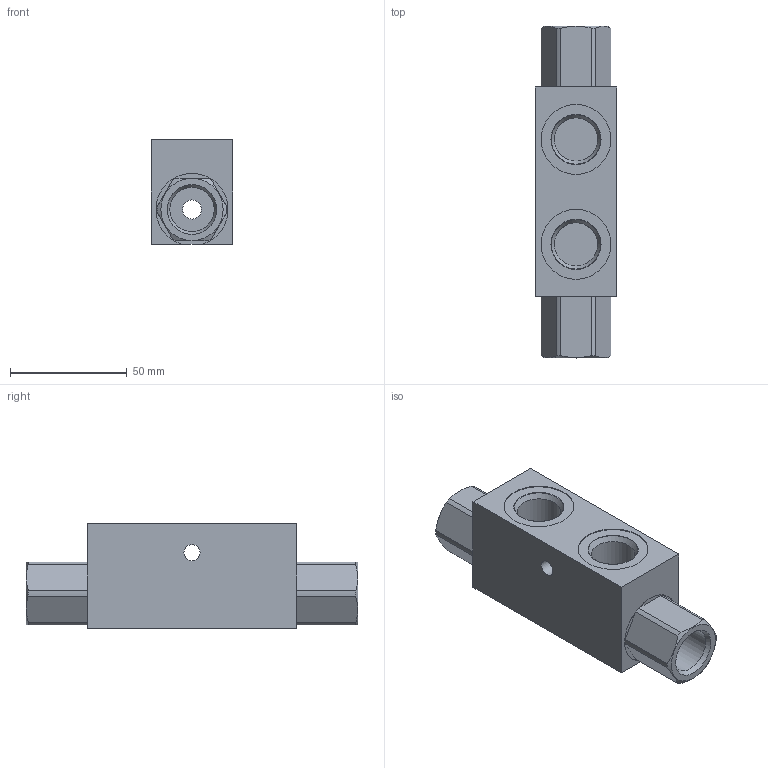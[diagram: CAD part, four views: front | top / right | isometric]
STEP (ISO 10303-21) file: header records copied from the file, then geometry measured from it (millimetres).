
FILE_DESCRIPTION(/* description */ ('Unknown'),/* implementation_level */ '2;1');
FILE_NAME(/* name */ 'V0030',/* time_stamp */ '2017-03-29T15:46:35+02:00',/* author */ ('Unknown'),/* organization */ ('Unknown'),/* preprocessor_version */ 'ST-DEVELOPER v16.7',/* originating_system */ 'DEX',/* authorisation */ $);
FILE_SCHEMA (('AUTOMOTIVE_DESIGN {1 0 10303 214 3 1 1}'));
Length unit declared in the file: millimetre
Products named in the file (1): V0030
Bounding box: 35 x 142.4 x 45 mm (x, y, z)
Surface area: 27321.9 mm2 (no closed solid volume)
Topology: 0 solids, 5 shells, 58 faces, 160 edges, 110 vertices
Faces by surface type: plane 26, cylinder 24, cone 6, torus 2
Full cylindrical faces by diameter (mm): 6.917 x2, 18.631 x4, 19 x2, 30 x2
Entity records: 3540 total; most frequent: CARTESIAN_POINT 1769, DIRECTION 288, ORIENTED_EDGE 222, EDGE_CURVE 129, AXIS2_PLACEMENT_3D 116, VERTEX_POINT 97, EDGE_LOOP 88, FACE_BOUND 88
